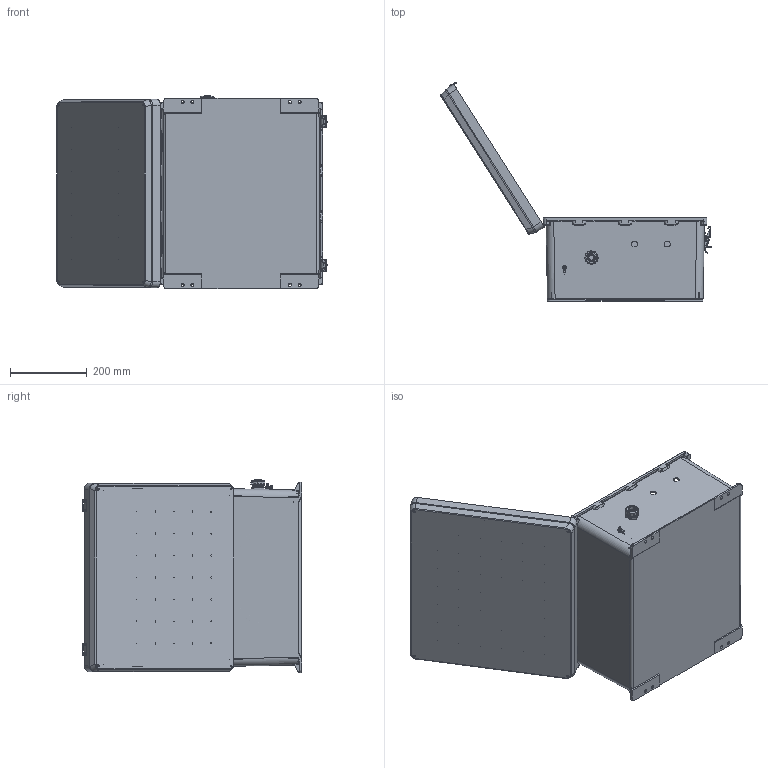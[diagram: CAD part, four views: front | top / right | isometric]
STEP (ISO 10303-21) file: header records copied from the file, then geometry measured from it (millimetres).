
FILE_DESCRIPTION (( 'STEP AP214' ), '1' );
FILE_NAME ('TEF181608-500.STEP', '2019-05-09T16:32:36', ( '' ), ( '' ), 'SwSTEP 2.0', 'SolidWorks 2018', '' );
FILE_SCHEMA (( 'AUTOMOTIVE_DESIGN' ));
Length unit declared in the file: inch
Products named in the file (20): XFW-0002; XFN-0003; XCT-0010; XCT-0011; NB181608-Lid; XCT-0005; XF685-01; NB181608-DoorClasp-2; XFS-0017; 10-32 NEMA PLATE SCREW; NB181608-DoorClasp-1; XCTB-0002; XC-0003; TEF181608-500; XFN-0013; XF797-02; NB181608-Box; NB181608-Hinge; NEMA 18_500 GroundWire; XFS-0026
Assembly tree (29 placements, depth 2):
  TEF181608-500
    NB181608-Box
    NB181608-Hinge  x2
    NB181608-Lid
    NB181608-DoorClasp-1  x2
    NB181608-DoorClasp-2  x2
    XF685-01
    XCTB-0002
    10-32 NEMA PLATE SCREW  x4
    XFN-0013  x2
    XF797-02
    XFS-0017  x3
    XCT-0011
    XCT-0010
    XFN-0003  x2
    XC-0003
    XCT-0005
    XFW-0002
    XFS-0026
    NEMA 18_500 GroundWire
Bounding box: 703.32 x 571.16 x 502.84 mm (x, y, z)
Volume: 3518089.2 mm3; surface area: 2149233 mm2
Topology: 35 solids, 36 shells, 3554 faces, 9055 edges, 5554 vertices
Faces by surface type: cylinder 1239, plane 1115, cone 687, torus 293, bspline 204, sphere 16
Entity records: 103138 total; most frequent: CARTESIAN_POINT 27228, ORIENTED_EDGE 13666, DIRECTION 13455, EDGE_CURVE 6833, AXIS2_PLACEMENT_3D 5088, VERTEX_POINT 4245, LINE 3279, VECTOR 3279
